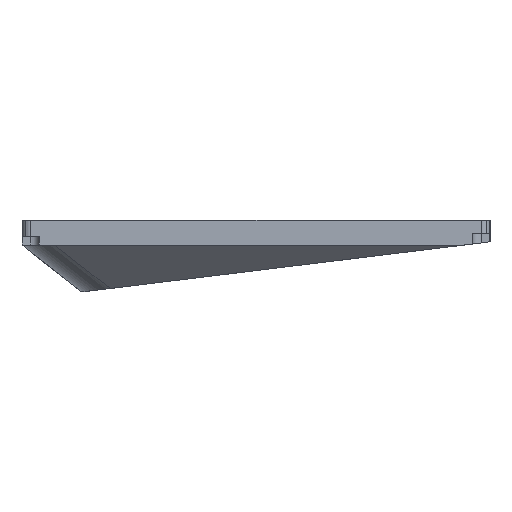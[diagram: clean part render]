
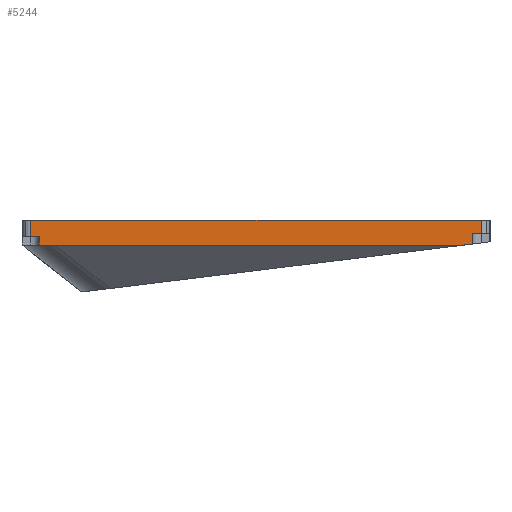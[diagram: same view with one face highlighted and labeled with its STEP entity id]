
A CAD part, left-side view. The second image highlights one B-rep face of the part: STEP entity #5244.
In plain terms, the highlighted planar face has unit normal (-1, 0, 0).
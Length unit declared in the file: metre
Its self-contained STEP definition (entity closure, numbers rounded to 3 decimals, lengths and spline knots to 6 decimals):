
#798=ORIENTED_EDGE('',*,*,#2346,.T.);
#799=ORIENTED_EDGE('',*,*,#2347,.T.);
#800=ORIENTED_EDGE('',*,*,#2248,.F.);
#801=ORIENTED_EDGE('',*,*,#2348,.T.);
#802=ORIENTED_EDGE('',*,*,#2349,.T.);
#803=ORIENTED_EDGE('',*,*,#2350,.T.);
#804=ORIENTED_EDGE('',*,*,#2076,.F.);
#805=ORIENTED_EDGE('',*,*,#2351,.F.);
#806=ORIENTED_EDGE('',*,*,#2352,.F.);
#2076=EDGE_CURVE('',#2864,#2860,#3405,.T.);
#2248=EDGE_CURVE('',#3023,#3024,#3486,.T.);
#2346=EDGE_CURVE('',#3103,#3104,#3552,.T.);
#2347=EDGE_CURVE('',#3104,#3024,#3553,.F.);
#2348=EDGE_CURVE('',#3023,#3105,#3554,.F.);
#2349=EDGE_CURVE('',#3105,#3106,#3555,.T.);
#2350=EDGE_CURVE('',#3106,#2860,#3556,.T.);
#2351=EDGE_CURVE('',#3107,#2864,#3557,.T.);
#2352=EDGE_CURVE('',#3103,#3107,#3558,.T.);
#2860=VERTEX_POINT('',#7831);
#2864=VERTEX_POINT('',#7840);
#3023=VERTEX_POINT('',#8184);
#3024=VERTEX_POINT('',#8185);
#3103=VERTEX_POINT('',#8365);
#3104=VERTEX_POINT('',#8366);
#3105=VERTEX_POINT('',#8369);
#3106=VERTEX_POINT('',#8371);
#3107=VERTEX_POINT('',#8374);
#3405=LINE('',#7841,#3926);
#3486=LINE('',#8183,#4007);
#3552=LINE('',#8364,#4073);
#3553=LINE('',#8367,#4074);
#3554=LINE('',#8368,#4075);
#3555=LINE('',#8370,#4076);
#3556=LINE('',#8372,#4077);
#3557=LINE('',#8373,#4078);
#3558=LINE('',#8375,#4079);
#3926=VECTOR('',#6156,1.);
#4007=VECTOR('',#6443,1.);
#4073=VECTOR('',#6579,1.);
#4074=VECTOR('',#6580,1.);
#4075=VECTOR('',#6581,1.);
#4076=VECTOR('',#6582,1.);
#4077=VECTOR('',#6583,1.);
#4078=VECTOR('',#6584,1.);
#4079=VECTOR('',#6585,1.);
#4423=EDGE_LOOP('',(#798,#799,#800,#801,#802,#803,#804,#805,#806));
#4774=FACE_BOUND('',#4423,.T.);
#5102=PLANE('',#5665);
#5244=ADVANCED_FACE('',(#4774),#5102,.F.);
#5665=AXIS2_PLACEMENT_3D('',#8363,#6577,#6578);
#6156=DIRECTION('',(0.,1.,0.));
#6443=DIRECTION('',(0.,-1.,0.));
#6577=DIRECTION('',(1.,0.,0.));
#6578=DIRECTION('',(0.,1.,0.));
#6579=DIRECTION('',(0.,-1.,0.));
#6580=DIRECTION('',(0.,0.,-1.));
#6581=DIRECTION('',(0.,0.,1.));
#6582=DIRECTION('',(0.,-1.,0.));
#6583=DIRECTION('',(0.,0.,-1.));
#6584=DIRECTION('',(0.,0.993,-0.122));
#6585=DIRECTION('',(0.,0.,-1.));
#7831=CARTESIAN_POINT('',(-0.057225,0.010825,-0.0183));
#7840=CARTESIAN_POINT('',(-0.057225,-0.087525,-0.0183));
#7841=CARTESIAN_POINT('',(-0.057225,-0.03635,-0.0183));
#8183=CARTESIAN_POINT('',(-0.057225,-0.0394,-0.0125));
#8184=CARTESIAN_POINT('',(-0.057225,0.012825,-0.0125));
#8185=CARTESIAN_POINT('',(-0.057225,-0.091625,-0.0125));
#8363=CARTESIAN_POINT('',(-0.057225,-0.0394,-0.0154));
#8364=CARTESIAN_POINT('',(-0.057225,-0.091625,-0.015551));
#8365=CARTESIAN_POINT('',(-0.057225,-0.089625,-0.015551));
#8366=CARTESIAN_POINT('',(-0.057225,-0.091625,-0.015551));
#8367=CARTESIAN_POINT('',(-0.057225,-0.091625,-0.0154));
#8368=CARTESIAN_POINT('',(-0.057225,0.012825,-0.0154));
#8369=CARTESIAN_POINT('',(-0.057225,0.012825,-0.0163));
#8370=CARTESIAN_POINT('',(-0.057225,0.012825,-0.0163));
#8371=CARTESIAN_POINT('',(-0.057225,0.010825,-0.0163));
#8372=CARTESIAN_POINT('',(-0.057225,0.010825,-0.0163));
#8373=CARTESIAN_POINT('',(-0.057225,-0.090575,-0.017926));
#8374=CARTESIAN_POINT('',(-0.057225,-0.089625,-0.018042));
#8375=CARTESIAN_POINT('',(-0.057225,-0.089625,-0.015551));
